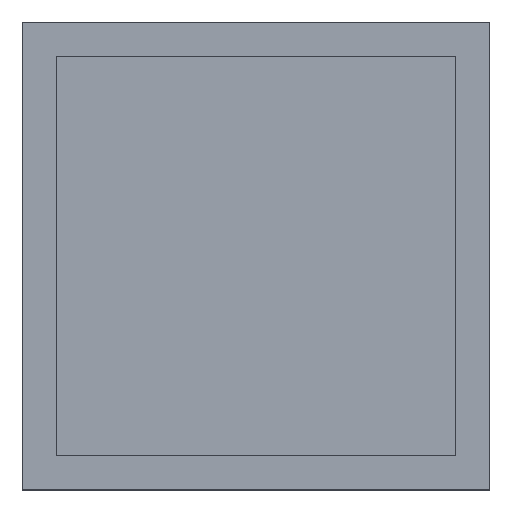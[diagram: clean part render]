
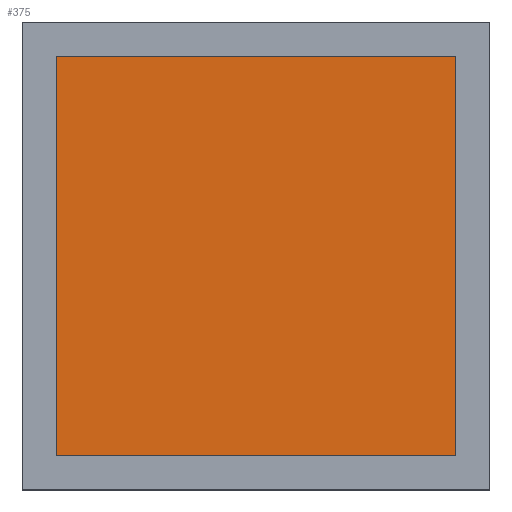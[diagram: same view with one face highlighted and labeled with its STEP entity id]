
A CAD part, top view. The second image highlights one B-rep face of the part: STEP entity #375.
In plain terms, the highlighted planar face has unit normal (0, 0, 1).
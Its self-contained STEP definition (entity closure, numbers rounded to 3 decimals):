
#37=FACE_OUTER_BOUND('',#60,.T.);
#60=EDGE_LOOP('',(#323,#324,#325,#326));
#87=LINE('',#558,#135);
#91=LINE('',#566,#139);
#94=LINE('',#572,#142);
#97=LINE('',#577,#145);
#135=VECTOR('',#460,10.);
#139=VECTOR('',#466,10.);
#142=VECTOR('',#471,10.);
#145=VECTOR('',#476,10.);
#175=VERTEX_POINT('',#556);
#176=VERTEX_POINT('',#557);
#179=VERTEX_POINT('',#565);
#181=VERTEX_POINT('',#571);
#215=EDGE_CURVE('',#175,#176,#87,.T.);
#219=EDGE_CURVE('',#179,#175,#91,.T.);
#222=EDGE_CURVE('',#181,#179,#94,.T.);
#225=EDGE_CURVE('',#176,#181,#97,.T.);
#323=ORIENTED_EDGE('',*,*,#215,.T.);
#324=ORIENTED_EDGE('',*,*,#225,.T.);
#325=ORIENTED_EDGE('',*,*,#222,.T.);
#326=ORIENTED_EDGE('',*,*,#219,.T.);
#354=PLANE('',#410);
#375=ADVANCED_FACE('',(#37),#354,.T.);
#410=AXIS2_PLACEMENT_3D('',#604,#500,#501);
#460=DIRECTION('',(-1.,0.,0.));
#466=DIRECTION('',(0.,1.,0.));
#471=DIRECTION('',(1.,0.,0.));
#476=DIRECTION('',(0.,-1.,0.));
#500=DIRECTION('center_axis',(0.,0.,1.));
#501=DIRECTION('ref_axis',(1.,0.,0.));
#556=CARTESIAN_POINT('',(25.4,25.4,14.7));
#557=CARTESIAN_POINT('',(2.,25.4,14.7));
#558=CARTESIAN_POINT('',(19.55,25.4,14.7));
#565=CARTESIAN_POINT('',(25.4,2.,14.7));
#566=CARTESIAN_POINT('',(25.4,7.85,14.7));
#571=CARTESIAN_POINT('',(2.,2.,14.7));
#572=CARTESIAN_POINT('',(7.85,2.,14.7));
#577=CARTESIAN_POINT('',(2.,19.55,14.7));
#604=CARTESIAN_POINT('Origin',(13.7,13.7,14.7));
